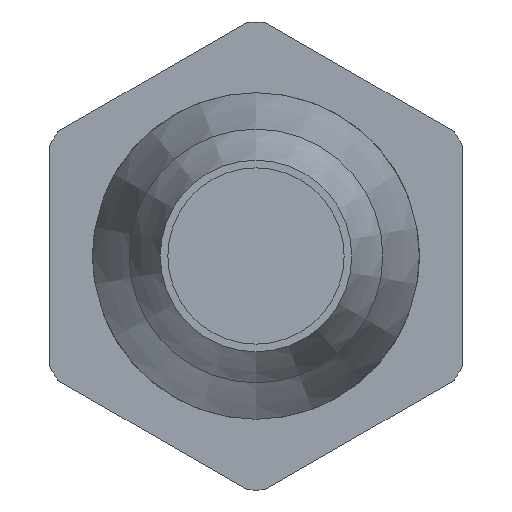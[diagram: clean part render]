
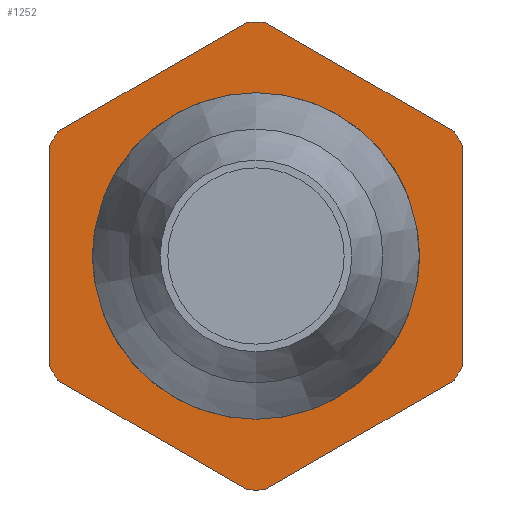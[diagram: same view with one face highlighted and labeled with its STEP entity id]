
A CAD part, front view. The second image highlights one B-rep face of the part: STEP entity #1252.
In plain terms, the highlighted planar face has unit normal (0, -1, 0).
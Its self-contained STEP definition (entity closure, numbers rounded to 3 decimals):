
#398=FACE_BOUND('',#2031,.T.);
#399=FACE_BOUND('',#2032,.T.);
#606=LINE('',#8546,#959);
#607=LINE('',#8550,#960);
#608=LINE('',#8554,#961);
#609=LINE('',#8558,#962);
#610=LINE('',#8562,#963);
#611=LINE('',#8566,#964);
#959=VECTOR('',#6757,1.);
#960=VECTOR('',#6760,1.);
#961=VECTOR('',#6763,1.);
#962=VECTOR('',#6766,1.);
#963=VECTOR('',#6769,1.);
#964=VECTOR('',#6772,1.);
#1252=ADVANCED_FACE('',(#398,#399),#1584,.F.);
#1584=PLANE('',#5842);
#2031=EDGE_LOOP('',(#2632,#2633,#2634,#2635,#2636,#2637,#2638,#2639,#2640,
#2641,#2642,#2643));
#2032=EDGE_LOOP('',(#2644));
#2632=ORIENTED_EDGE('',*,*,#4737,.T.);
#2633=ORIENTED_EDGE('',*,*,#4738,.T.);
#2634=ORIENTED_EDGE('',*,*,#4739,.T.);
#2635=ORIENTED_EDGE('',*,*,#4740,.T.);
#2636=ORIENTED_EDGE('',*,*,#4741,.T.);
#2637=ORIENTED_EDGE('',*,*,#4742,.T.);
#2638=ORIENTED_EDGE('',*,*,#4743,.T.);
#2639=ORIENTED_EDGE('',*,*,#4744,.T.);
#2640=ORIENTED_EDGE('',*,*,#4745,.T.);
#2641=ORIENTED_EDGE('',*,*,#4746,.T.);
#2642=ORIENTED_EDGE('',*,*,#4747,.T.);
#2643=ORIENTED_EDGE('',*,*,#4748,.T.);
#2644=ORIENTED_EDGE('',*,*,#4654,.F.);
#4122=VERTEX_POINT('',#8348);
#4185=VERTEX_POINT('',#8544);
#4186=VERTEX_POINT('',#8545);
#4187=VERTEX_POINT('',#8547);
#4188=VERTEX_POINT('',#8549);
#4189=VERTEX_POINT('',#8551);
#4190=VERTEX_POINT('',#8553);
#4191=VERTEX_POINT('',#8555);
#4192=VERTEX_POINT('',#8557);
#4193=VERTEX_POINT('',#8559);
#4194=VERTEX_POINT('',#8561);
#4195=VERTEX_POINT('',#8563);
#4196=VERTEX_POINT('',#8565);
#4654=EDGE_CURVE('',#4122,#4122,#5408,.T.);
#4737=EDGE_CURVE('',#4185,#4186,#5435,.T.);
#4738=EDGE_CURVE('',#4186,#4187,#606,.T.);
#4739=EDGE_CURVE('',#4187,#4188,#5436,.T.);
#4740=EDGE_CURVE('',#4188,#4189,#607,.T.);
#4741=EDGE_CURVE('',#4189,#4190,#5437,.T.);
#4742=EDGE_CURVE('',#4190,#4191,#608,.T.);
#4743=EDGE_CURVE('',#4191,#4192,#5438,.T.);
#4744=EDGE_CURVE('',#4192,#4193,#609,.T.);
#4745=EDGE_CURVE('',#4193,#4194,#5439,.T.);
#4746=EDGE_CURVE('',#4194,#4195,#610,.T.);
#4747=EDGE_CURVE('',#4195,#4196,#5440,.T.);
#4748=EDGE_CURVE('',#4196,#4185,#611,.T.);
#5408=CIRCLE('',#5783,4.7);
#5435=CIRCLE('',#5836,10.75);
#5436=CIRCLE('',#5837,10.75);
#5437=CIRCLE('',#5838,10.75);
#5438=CIRCLE('',#5839,10.75);
#5439=CIRCLE('',#5840,10.75);
#5440=CIRCLE('',#5841,10.75);
#5783=AXIS2_PLACEMENT_3D('',#8347,#6601,#6602);
#5836=AXIS2_PLACEMENT_3D('',#8543,#6755,#6756);
#5837=AXIS2_PLACEMENT_3D('',#8548,#6758,#6759);
#5838=AXIS2_PLACEMENT_3D('',#8552,#6761,#6762);
#5839=AXIS2_PLACEMENT_3D('',#8556,#6764,#6765);
#5840=AXIS2_PLACEMENT_3D('',#8560,#6767,#6768);
#5841=AXIS2_PLACEMENT_3D('',#8564,#6770,#6771);
#5842=AXIS2_PLACEMENT_3D('',#8567,#6773,#6774);
#6601=DIRECTION('',(0.,-1.,0.));
#6602=DIRECTION('',(0.,0.,-1.));
#6755=DIRECTION('',(0.,-1.,0.));
#6756=DIRECTION('',(0.,0.,-1.));
#6757=DIRECTION('',(0.,0.,-1.));
#6758=DIRECTION('',(0.,-1.,0.));
#6759=DIRECTION('',(0.,0.,-1.));
#6760=DIRECTION('',(0.866,0.,-0.5));
#6761=DIRECTION('',(0.,-1.,0.));
#6762=DIRECTION('',(0.,0.,-1.));
#6763=DIRECTION('',(0.866,0.,0.5));
#6764=DIRECTION('',(0.,-1.,0.));
#6765=DIRECTION('',(0.,0.,-1.));
#6766=DIRECTION('',(0.,0.,1.));
#6767=DIRECTION('',(0.,-1.,0.));
#6768=DIRECTION('',(0.,0.,-1.));
#6769=DIRECTION('',(-0.866,0.,0.5));
#6770=DIRECTION('',(0.,-1.,0.));
#6771=DIRECTION('',(0.,0.,-1.));
#6772=DIRECTION('',(-0.866,0.,-0.5));
#6773=DIRECTION('',(0.,1.,0.));
#6774=DIRECTION('',(0.,0.,-1.));
#8347=CARTESIAN_POINT('',(0.,3.5,0.));
#8348=CARTESIAN_POINT('',(0.,3.5,-4.7));
#8543=CARTESIAN_POINT('',(0.,3.5,0.));
#8544=CARTESIAN_POINT('',(-9.107,3.5,5.712));
#8545=CARTESIAN_POINT('',(-9.5,3.5,5.031));
#8546=CARTESIAN_POINT('',(-9.5,3.5,0.));
#8547=CARTESIAN_POINT('',(-9.5,3.5,-5.031));
#8548=CARTESIAN_POINT('',(0.,3.5,0.));
#8549=CARTESIAN_POINT('',(-9.107,3.5,-5.712));
#8550=CARTESIAN_POINT('',(3.313,3.5,-12.882));
#8551=CARTESIAN_POINT('',(-0.393,3.5,-10.743));
#8552=CARTESIAN_POINT('',(0.,3.5,0.));
#8553=CARTESIAN_POINT('',(0.393,3.5,-10.743));
#8554=CARTESIAN_POINT('',(12.813,3.5,-3.572));
#8555=CARTESIAN_POINT('',(9.107,3.5,-5.712));
#8556=CARTESIAN_POINT('',(0.,3.5,0.));
#8557=CARTESIAN_POINT('',(9.5,3.5,-5.031));
#8558=CARTESIAN_POINT('',(9.5,3.5,0.));
#8559=CARTESIAN_POINT('',(9.5,3.5,5.031));
#8560=CARTESIAN_POINT('',(0.,3.5,0.));
#8561=CARTESIAN_POINT('',(9.107,3.5,5.712));
#8562=CARTESIAN_POINT('',(12.813,3.5,3.572));
#8563=CARTESIAN_POINT('',(0.393,3.5,10.743));
#8564=CARTESIAN_POINT('',(0.,3.5,0.));
#8565=CARTESIAN_POINT('',(-0.393,3.5,10.743));
#8566=CARTESIAN_POINT('',(3.313,3.5,12.882));
#8567=CARTESIAN_POINT('',(10.75,3.5,0.));
